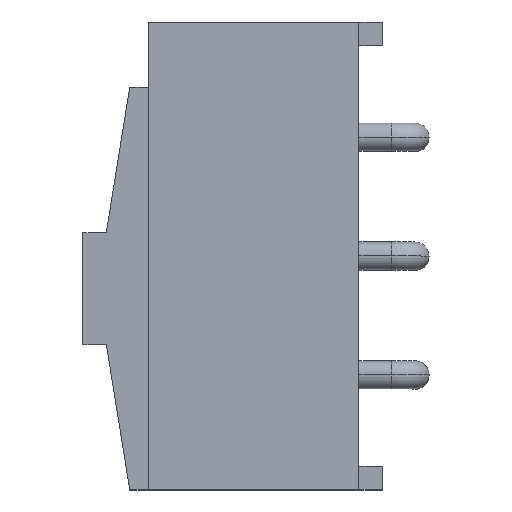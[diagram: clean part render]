
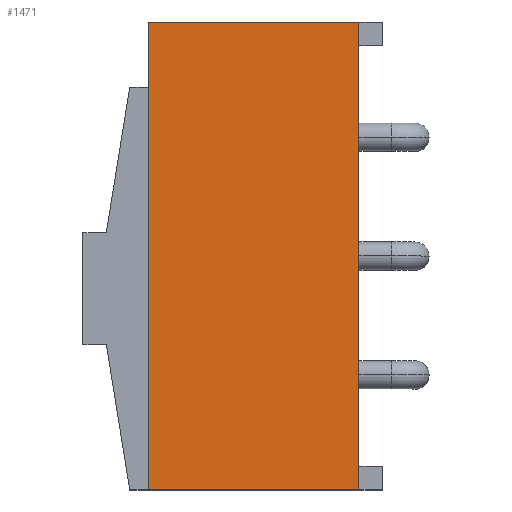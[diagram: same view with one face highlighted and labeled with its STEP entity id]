
A CAD part, top view. The second image highlights one B-rep face of the part: STEP entity #1471.
In plain terms, the highlighted planar face has unit normal (0, 0, 1).
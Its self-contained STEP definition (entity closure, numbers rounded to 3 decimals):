
#1341=CARTESIAN_POINT('',(-1.2,5.0,2.5));
#1342=VERTEX_POINT('',#1341);
#1343=CARTESIAN_POINT('',(-1.2,-5.,2.5));
#1344=VERTEX_POINT('',#1343);
#1345=CARTESIAN_POINT('',(-1.2,5.0,2.5));
#1346=DIRECTION('',(0.0,-1.0,0.0));
#1347=VECTOR('',#1346,10.);
#1348=LINE('',#1345,#1347);
#1349=EDGE_CURVE('',#1342,#1344,#1348,.T.);
#1381=CARTESIAN_POINT('',(-5.7,-5.,2.5));
#1382=VERTEX_POINT('',#1381);
#1383=CARTESIAN_POINT('',(-1.2,-5.,2.5));
#1384=DIRECTION('',(-1.0,0.0,0.0));
#1385=VECTOR('',#1384,4.5);
#1386=LINE('',#1383,#1385);
#1387=EDGE_CURVE('',#1344,#1382,#1386,.T.);
#1412=CARTESIAN_POINT('',(-5.7,5.0,2.5));
#1413=VERTEX_POINT('',#1412);
#1414=CARTESIAN_POINT('',(-5.7,-5.,2.5));
#1415=DIRECTION('',(0.0,1.0,0.0));
#1416=VECTOR('',#1415,10.);
#1417=LINE('',#1414,#1416);
#1418=EDGE_CURVE('',#1382,#1413,#1417,.T.);
#1443=CARTESIAN_POINT('',(-5.7,5.0,2.5));
#1444=DIRECTION('',(1.0,0.0,0.0));
#1445=VECTOR('',#1444,4.5);
#1446=LINE('',#1443,#1445);
#1447=EDGE_CURVE('',#1413,#1342,#1446,.T.);
#1460=CARTESIAN_POINT('',(-3.45,0.0,2.5));
#1461=DIRECTION('',(0.0,0.0,1.0));
#1462=DIRECTION('',(1.0,0.0,0.0));
#1463=AXIS2_PLACEMENT_3D('',#1460,#1461,#1462);
#1464=PLANE('',#1463);
#1465=ORIENTED_EDGE('',*,*,#1349,.F.);
#1466=ORIENTED_EDGE('',*,*,#1447,.F.);
#1467=ORIENTED_EDGE('',*,*,#1418,.F.);
#1468=ORIENTED_EDGE('',*,*,#1387,.F.);
#1469=EDGE_LOOP('',(#1465,#1466,#1467,#1468));
#1470=FACE_OUTER_BOUND('',#1469,.T.);
#1471=ADVANCED_FACE('',(#1470),#1464,.T.);
